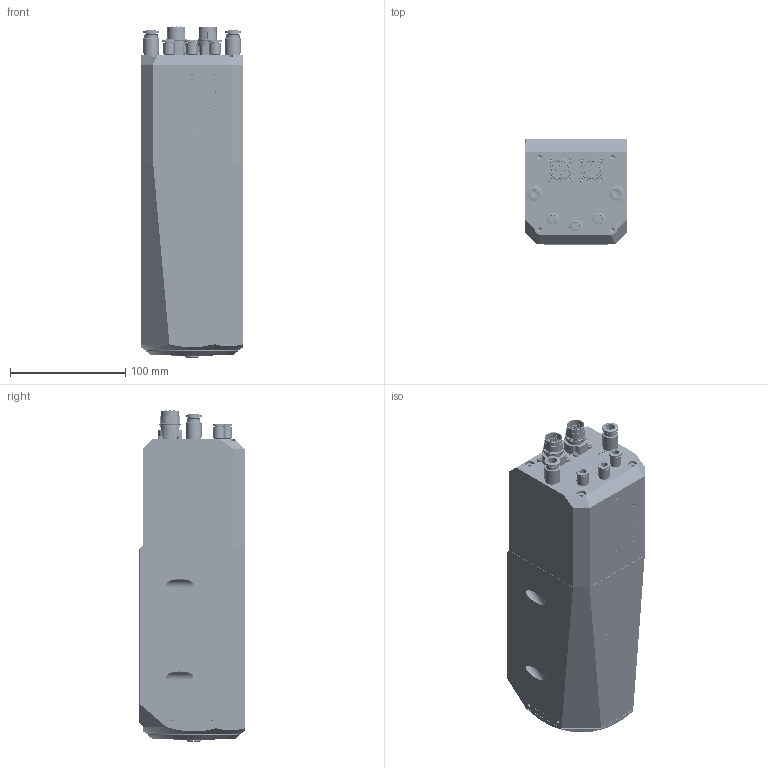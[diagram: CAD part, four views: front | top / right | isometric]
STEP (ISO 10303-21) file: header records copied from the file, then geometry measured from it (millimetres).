
FILE_DESCRIPTION (( 'STEP AP214' ), '1' );
FILE_NAME ('X22-F-HSKE25.STEP', '2024-08-16T06:07:58', ( '' ), ( '' ), 'SwSTEP 2.0', 'SolidWorks 2020', '' );
FILE_SCHEMA (( 'AUTOMOTIVE_DESIGN' ));
Length unit declared in the file: millimetre
Products named in the file (29): Teil2^X22 Master Kunden-CAD; C00117; C00005_C00005; C00097; C00018_C00018; B00037_B00037; B00024_Laserung; C00029_C00029; B00039_B00039; C00007_C00007; B00011_B00011; C00098; B00035_B00035; B00040_B00040; C00053_C00019; C00101; C00707; X22-F-HSKE25; C00031_C00031; B00016_B00016; B00015_B00015; B00038_B00038; C00049_C00004; C00006_C00006; Teil1^X22 Master Kunden-CAD; B00044_B00044; C00113; C00103; B00052_B00052
Assembly tree (80 placements, depth 2):
  X22-F-HSKE25
    B00044_B00044
    C00007_C00007
    C00117  x4
    C00098  x8
    B00011_B00011
    C00707  x4
    B00024_Laserung
    C00097  x6
    C00029_C00029
    B00037_B00037
    B00038_B00038
    B00040_B00040
    C00101  x5
    C00103  x2
    B00016_B00016
    B00015_B00015
    C00006_C00006  x2
    C00049_C00004
    C00053_C00019  x4
    C00113  x8
    B00039_B00039
    B00052_B00052
    B00035_B00035
    C00005_C00005
    C00018_C00018  x17
    C00031_C00031  x3
    Teil1^X22 Master Kunden-CAD
    Teil2^X22 Master Kunden-CAD
Bounding box: 88 x 91 x 287.55 mm (x, y, z)
Volume: 1916870.2 mm3; surface area: 358255.1 mm2
Topology: 87 solids, 87 shells, 6481 faces, 16601 edges, 10688 vertices
Faces by surface type: plane 2512, cylinder 1684, bspline 1333, cone 721, torus 231
Entity records: 258590 total; most frequent: CARTESIAN_POINT 104463, ORIENTED_EDGE 26538, DIRECTION 20125, EDGE_CURVE 13269, VERTEX_POINT 8735, VECTOR 7717, LINE 7717, AXIS2_PLACEMENT_3D 6204
